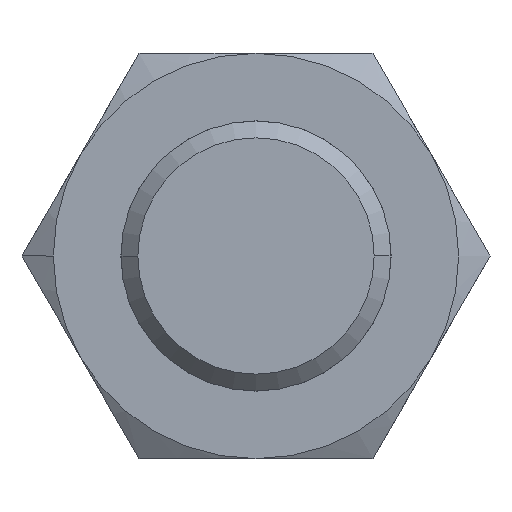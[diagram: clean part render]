
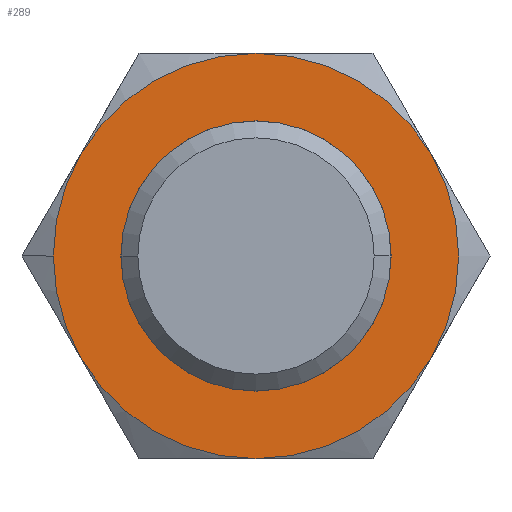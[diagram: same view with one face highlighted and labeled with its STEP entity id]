
A CAD part, front view. The second image highlights one B-rep face of the part: STEP entity #289.
In plain terms, the highlighted planar face has unit normal (0, -1, 0).
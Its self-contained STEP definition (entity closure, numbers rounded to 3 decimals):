
#4 = VERTEX_POINT ( 'NONE', #662 ) ;
#10 = FACE_OUTER_BOUND ( 'NONE', #398, .T. ) ;
#19 = ORIENTED_EDGE ( 'NONE', *, *, #791, .F. ) ;
#51 = CARTESIAN_POINT ( 'NONE',  ( 0., 0., -12. ) ) ;
#55 = DIRECTION ( 'NONE',  ( 0., 1., 0. ) ) ;
#63 = CIRCLE ( 'NONE', #594, 8. ) ;
#68 = DIRECTION ( 'NONE',  ( 0., 1., 0. ) ) ;
#74 = CARTESIAN_POINT ( 'NONE',  ( 0., 0., 0. ) ) ;
#79 = PLANE ( 'NONE',  #855 ) ;
#108 = CARTESIAN_POINT ( 'NONE',  ( 0., 0., 12. ) ) ;
#144 = EDGE_CURVE ( 'NONE', #868, #802, #63, .T. ) ;
#149 = DIRECTION ( 'NONE',  ( 0., 1., 0. ) ) ;
#155 = ORIENTED_EDGE ( 'NONE', *, *, #797, .T. ) ;
#193 = DIRECTION ( 'NONE',  ( -1., 0., 0. ) ) ;
#198 = CIRCLE ( 'NONE', #370, 8. ) ;
#200 = DIRECTION ( 'NONE',  ( 0., 1., 0. ) ) ;
#202 = EDGE_CURVE ( 'NONE', #673, #283, #309, .T. ) ;
#203 = CARTESIAN_POINT ( 'NONE',  ( 0., 0., 0. ) ) ;
#210 = DIRECTION ( 'NONE',  ( -1., 0., 0. ) ) ;
#214 = CIRCLE ( 'NONE', #903, 12. ) ;
#219 = EDGE_CURVE ( 'NONE', #240, #673, #214, .T. ) ;
#240 = VERTEX_POINT ( 'NONE', #644 ) ;
#243 = ORIENTED_EDGE ( 'NONE', *, *, #144, .T. ) ;
#249 = VERTEX_POINT ( 'NONE', #792 ) ;
#273 = DIRECTION ( 'NONE',  ( 0., 1., 0. ) ) ;
#274 = CARTESIAN_POINT ( 'NONE',  ( 0., 0., 0. ) ) ;
#283 = VERTEX_POINT ( 'NONE', #388 ) ;
#289 = ADVANCED_FACE ( 'NONE', ( #10, #657 ), #79, .F. ) ;
#306 = CARTESIAN_POINT ( 'NONE',  ( 0., 0., 0. ) ) ;
#309 = CIRCLE ( 'NONE', #656, 12. ) ;
#319 = EDGE_CURVE ( 'NONE', #4, #326, #578, .T. ) ;
#326 = VERTEX_POINT ( 'NONE', #878 ) ;
#331 = AXIS2_PLACEMENT_3D ( 'NONE', #306, #149, #795 ) ;
#356 = CARTESIAN_POINT ( 'NONE',  ( 0., 0., 0. ) ) ;
#359 = DIRECTION ( 'NONE',  ( -1., 0., 0. ) ) ;
#363 = DIRECTION ( 'NONE',  ( -1., 0., 0. ) ) ;
#366 = CARTESIAN_POINT ( 'NONE',  ( 0., 0., 0. ) ) ;
#370 = AXIS2_PLACEMENT_3D ( 'NONE', #489, #55, #427 ) ;
#371 = DIRECTION ( 'NONE',  ( -1., 0., 0. ) ) ;
#388 = CARTESIAN_POINT ( 'NONE',  ( 10.392, 0., 6. ) ) ;
#398 = EDGE_LOOP ( 'NONE', ( #812, #19, #446, #533, #723, #826, #606 ) ) ;
#427 = DIRECTION ( 'NONE',  ( -1., 0., 0. ) ) ;
#431 = AXIS2_PLACEMENT_3D ( 'NONE', #702, #494, #935 ) ;
#439 = CARTESIAN_POINT ( 'NONE',  ( 8., 0., 0. ) ) ;
#446 = ORIENTED_EDGE ( 'NONE', *, *, #319, .F. ) ;
#489 = CARTESIAN_POINT ( 'NONE',  ( 0., 0., 0. ) ) ;
#494 = DIRECTION ( 'NONE',  ( 0., 1., 0. ) ) ;
#500 = CARTESIAN_POINT ( 'NONE',  ( -8., 0., 0. ) ) ;
#529 = DIRECTION ( 'NONE',  ( 0., 1., 0. ) ) ;
#533 = ORIENTED_EDGE ( 'NONE', *, *, #561, .F. ) ;
#561 = EDGE_CURVE ( 'NONE', #824, #4, #639, .T. ) ;
#578 = CIRCLE ( 'NONE', #790, 12. ) ;
#591 = CIRCLE ( 'NONE', #431, 12. ) ;
#594 = AXIS2_PLACEMENT_3D ( 'NONE', #74, #947, #210 ) ;
#602 = DIRECTION ( 'NONE',  ( -1., 0., 0. ) ) ;
#606 = ORIENTED_EDGE ( 'NONE', *, *, #202, .F. ) ;
#639 = CIRCLE ( 'NONE', #921, 12. ) ;
#644 = CARTESIAN_POINT ( 'NONE',  ( -10.392, 0., 6. ) ) ;
#647 = DIRECTION ( 'NONE',  ( 0., 1., 0. ) ) ;
#656 = AXIS2_PLACEMENT_3D ( 'NONE', #366, #200, #359 ) ;
#657 = FACE_BOUND ( 'NONE', #711, .T. ) ;
#660 = CARTESIAN_POINT ( 'NONE',  ( 0., 0., 0. ) ) ;
#662 = CARTESIAN_POINT ( 'NONE',  ( -10.392, 0., -6. ) ) ;
#673 = VERTEX_POINT ( 'NONE', #108 ) ;
#675 = CARTESIAN_POINT ( 'NONE',  ( 12., 0., 0. ) ) ;
#702 = CARTESIAN_POINT ( 'NONE',  ( 0., 0., 0. ) ) ;
#711 = EDGE_LOOP ( 'NONE', ( #155, #243 ) ) ;
#718 = EDGE_CURVE ( 'NONE', #249, #824, #591, .T. ) ;
#723 = ORIENTED_EDGE ( 'NONE', *, *, #718, .F. ) ;
#776 = AXIS2_PLACEMENT_3D ( 'NONE', #356, #273, #193 ) ;
#790 = AXIS2_PLACEMENT_3D ( 'NONE', #660, #956, #873 ) ;
#791 = EDGE_CURVE ( 'NONE', #326, #240, #821, .T. ) ;
#792 = CARTESIAN_POINT ( 'NONE',  ( 10.392, 0., -6. ) ) ;
#795 = DIRECTION ( 'NONE',  ( -1., 0., 0. ) ) ;
#797 = EDGE_CURVE ( 'NONE', #802, #868, #198, .T. ) ;
#802 = VERTEX_POINT ( 'NONE', #500 ) ;
#812 = ORIENTED_EDGE ( 'NONE', *, *, #219, .F. ) ;
#821 = CIRCLE ( 'NONE', #776, 12. ) ;
#824 = VERTEX_POINT ( 'NONE', #51 ) ;
#826 = ORIENTED_EDGE ( 'NONE', *, *, #892, .F. ) ;
#855 = AXIS2_PLACEMENT_3D ( 'NONE', #675, #529, #602 ) ;
#868 = VERTEX_POINT ( 'NONE', #439 ) ;
#873 = DIRECTION ( 'NONE',  ( -1., 0., 0. ) ) ;
#878 = CARTESIAN_POINT ( 'NONE',  ( -12., 0., 0. ) ) ;
#892 = EDGE_CURVE ( 'NONE', #283, #249, #900, .T. ) ;
#900 = CIRCLE ( 'NONE', #331, 12. ) ;
#903 = AXIS2_PLACEMENT_3D ( 'NONE', #203, #647, #371 ) ;
#921 = AXIS2_PLACEMENT_3D ( 'NONE', #274, #68, #363 ) ;
#935 = DIRECTION ( 'NONE',  ( -1., 0., 0. ) ) ;
#947 = DIRECTION ( 'NONE',  ( 0., 1., 0. ) ) ;
#956 = DIRECTION ( 'NONE',  ( 0., 1., 0. ) ) ;
